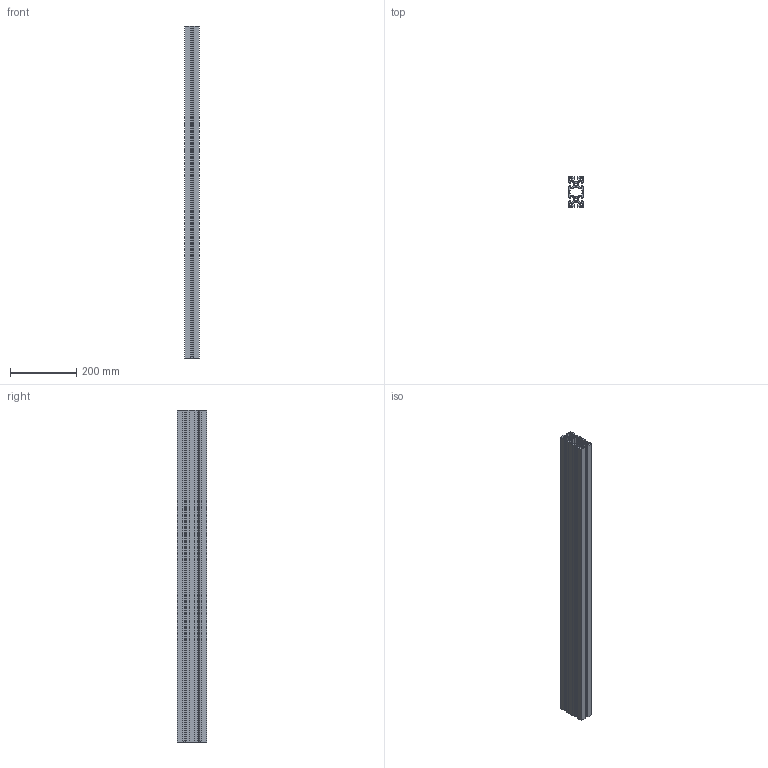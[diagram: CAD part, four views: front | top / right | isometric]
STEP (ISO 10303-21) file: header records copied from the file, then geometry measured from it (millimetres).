
FILE_DESCRIPTION((''),'2;1');
FILE_NAME('10012_PROFIL_45X90_H','2022-09-16T13:27:52',('PredragRovcanin'),('Audax d.o.o.'),'CREO PARAMETRIC BY PTC INC, 2020281','CREO PARAMETRIC BY PTC INC, 2020281','');
FILE_SCHEMA(('AUTOMOTIVE_DESIGN { 1 0 10303 214 1 1 1 1 }'));
Length unit declared in the file: millimetre
Products named in the file (1): 10012_PROFIL_45X90_H
Bounding box: 45 x 90 x 1000 mm (x, y, z)
Volume: 1491140 mm3; surface area: 880006.2 mm2
Topology: 1 solids, 1 shells, 206 faces, 612 edges, 408 vertices
Faces by surface type: plane 174, cylinder 32
Entity records: 9223 total; most frequent: CARTESIAN_POINT 1229, ORIENTED_EDGE 1224, DIRECTION 1090, PRESENTATION_STYLE_ASSIGNMENT 618, STYLED_ITEM 618, CURVE_STYLE 613, EDGE_CURVE 612, VECTOR 548
